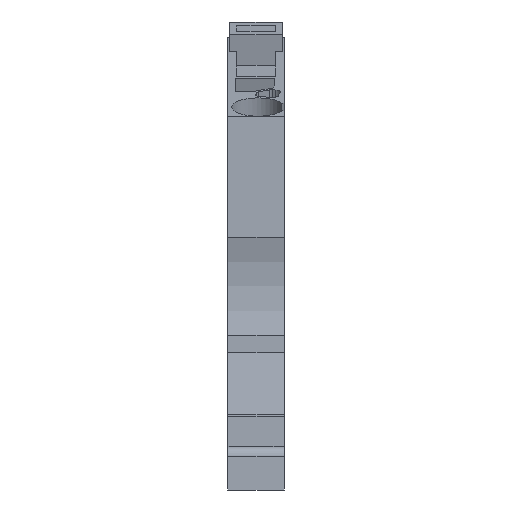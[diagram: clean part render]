
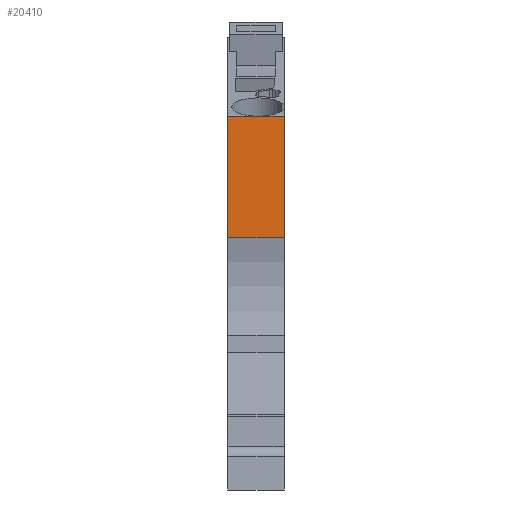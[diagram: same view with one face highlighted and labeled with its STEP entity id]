
A CAD part, front view. The second image highlights one B-rep face of the part: STEP entity #20410.
In plain terms, the highlighted face is planar.
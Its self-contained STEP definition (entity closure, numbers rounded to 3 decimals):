
#20020=CARTESIAN_POINT('',(-42.9,-1.674,
0.));
#20030=DIRECTION('',(1.,0.,0.));
#20040=DIRECTION('',(0.,-1.,0.));
#20050=AXIS2_PLACEMENT_3D('',#20020,#20030,#20040);
#20060=PLANE('',#20050);
#20070=CARTESIAN_POINT('',(-42.9,17.2,0.));
#20080=DIRECTION('',(0.,0.,1.));
#20090=VECTOR('',#20080,1.);
#20100=LINE('',#20070,#20090);
#20110=CARTESIAN_POINT('',(-42.9,17.2,
-5.15));
#20120=VERTEX_POINT('',#20110);
#20130=CARTESIAN_POINT('',(-42.9,17.2,
0.));
#20140=VERTEX_POINT('',#20130);
#20150=EDGE_CURVE('',#20120,#20140,#20100,.T.);
#20160=ORIENTED_EDGE('',*,*,#20150,.T.);
#20170=CARTESIAN_POINT('',(-42.9,0.,-5.15));
#20180=DIRECTION('',(0.,-1.,0.));
#20190=VECTOR('',#20180,1.);
#20200=LINE('',#20170,#20190);
#20210=CARTESIAN_POINT('',(-42.9,28.263,
-5.15));
#20220=VERTEX_POINT('',#20210);
#20230=EDGE_CURVE('',#20220,#20120,#20200,.T.);
#20240=ORIENTED_EDGE('',*,*,#20230,.T.);
#20250=CARTESIAN_POINT('',(-42.9,28.263,0.));
#20260=DIRECTION('',(0.,0.,-1.));
#20270=VECTOR('',#20260,1.);
#20280=LINE('',#20250,#20270);
#20290=CARTESIAN_POINT('',(-42.9,28.263,
0.));
#20300=VERTEX_POINT('',#20290);
#20310=EDGE_CURVE('',#20300,#20220,#20280,.T.);
#20320=ORIENTED_EDGE('',*,*,#20310,.T.);
#20330=CARTESIAN_POINT('',(-42.9,0.,0.));
#20340=DIRECTION('',(0.,-1.,0.));
#20350=VECTOR('',#20340,1.);
#20360=LINE('',#20330,#20350);
#20370=EDGE_CURVE('',#20300,#20140,#20360,.T.);
#20380=ORIENTED_EDGE('',*,*,#20370,.F.);
#20390=EDGE_LOOP('',(#20380,#20320,#20240,#20160));
#20400=FACE_OUTER_BOUND('',#20390,.T.);
#20410=ADVANCED_FACE('',(#20400),#20060,.F.);
